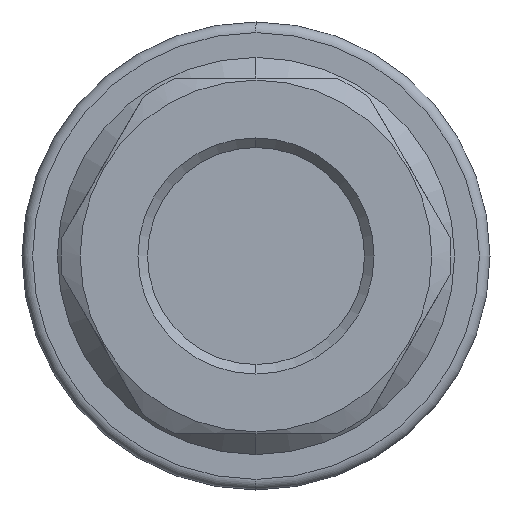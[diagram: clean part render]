
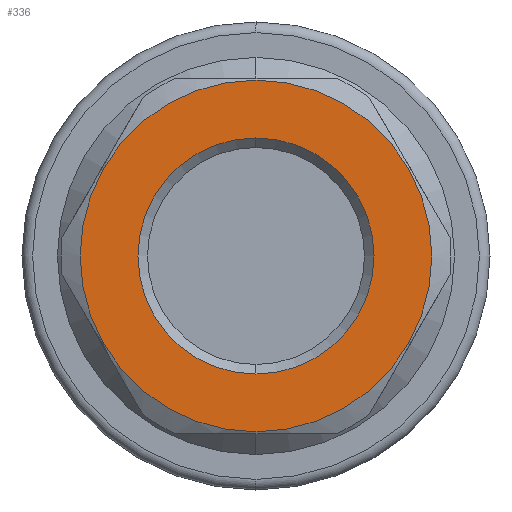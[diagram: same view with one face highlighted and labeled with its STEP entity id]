
A CAD part, left-side view. The second image highlights one B-rep face of the part: STEP entity #336.
In plain terms, the highlighted planar face has unit normal (-1, 0, 0).
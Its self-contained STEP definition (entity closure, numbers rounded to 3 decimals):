
#336 = ADVANCED_FACE ( 'NONE', ( #8317, #8318 ), #885, .T. ) ;
#774 = DIRECTION ( 'NONE',  ( -1., 0., 0. ) ) ;
#877 = DIRECTION ( 'NONE',  ( 0., 0., 1. ) ) ;
#878 = CARTESIAN_POINT ( 'NONE',  ( 0., 24.8, 0. ) ) ;
#885 = PLANE ( 'NONE',  #7491 ) ;
#1381 = EDGE_CURVE ( 'NONE', #6263, #6264, #8505, .T. ) ;
#1387 = EDGE_CURVE ( 'NONE', #6419, #6426, #8512, .T. ) ;
#1421 = EDGE_CURVE ( 'NONE', #6426, #6419, #8555, .T. ) ;
#1439 = EDGE_CURVE ( 'NONE', #6264, #6263, #8574, .T. ) ;
#2011 = EDGE_LOOP ( 'NONE', ( #4831, #4782 ) ) ;
#2012 = EDGE_LOOP ( 'NONE', ( #4853, #4832 ) ) ;
#2628 = CARTESIAN_POINT ( 'NONE',  ( 0., 0., -16.65 ) ) ;
#2635 = CARTESIAN_POINT ( 'NONE',  ( 0., 0., 16.65 ) ) ;
#3064 = CARTESIAN_POINT ( 'NONE',  ( 0., 0., 0. ) ) ;
#3065 = DIRECTION ( 'NONE',  ( 1., 0., 0. ) ) ;
#3066 = DIRECTION ( 'NONE',  ( 0., 0., -1. ) ) ;
#3081 = CARTESIAN_POINT ( 'NONE',  ( 0., 0., 0. ) ) ;
#3082 = DIRECTION ( 'NONE',  ( 1., 0., 0. ) ) ;
#3083 = DIRECTION ( 'NONE',  ( 0., 0., -1. ) ) ;
#3217 = CARTESIAN_POINT ( 'NONE',  ( 0., 0., 0. ) ) ;
#3218 = DIRECTION ( 'NONE',  ( 1., 0., 0. ) ) ;
#3219 = DIRECTION ( 'NONE',  ( 0., 0., -1. ) ) ;
#3292 = CARTESIAN_POINT ( 'NONE',  ( 0., 0., 0. ) ) ;
#3293 = DIRECTION ( 'NONE',  ( 1., 0., 0. ) ) ;
#3294 = DIRECTION ( 'NONE',  ( 0., 0., -1. ) ) ;
#4782 = ORIENTED_EDGE ( 'NONE', *, *, #1381, .F. ) ;
#4831 = ORIENTED_EDGE ( 'NONE', *, *, #1439, .F. ) ;
#4832 = ORIENTED_EDGE ( 'NONE', *, *, #1387, .T. ) ;
#4853 = ORIENTED_EDGE ( 'NONE', *, *, #1421, .T. ) ;
#6263 = VERTEX_POINT ( 'NONE', #7909 ) ;
#6264 = VERTEX_POINT ( 'NONE', #7910 ) ;
#6419 = VERTEX_POINT ( 'NONE', #2628 ) ;
#6426 = VERTEX_POINT ( 'NONE', #2635 ) ;
#6623 = AXIS2_PLACEMENT_3D ( 'NONE', #3064, #3065, #3066 ) ;
#6628 = AXIS2_PLACEMENT_3D ( 'NONE', #3081, #3082, #3083 ) ;
#6642 = AXIS2_PLACEMENT_3D ( 'NONE', #3217, #3218, #3219 ) ;
#6651 = AXIS2_PLACEMENT_3D ( 'NONE', #3292, #3293, #3294 ) ;
#7491 = AXIS2_PLACEMENT_3D ( 'NONE', #878, #774, #877 ) ;
#7909 = CARTESIAN_POINT ( 'NONE',  ( 0., 0., 24.8 ) ) ;
#7910 = CARTESIAN_POINT ( 'NONE',  ( 0., 0., -24.8 ) ) ;
#8317 = FACE_BOUND ( 'NONE', #2012, .T. ) ;
#8318 = FACE_OUTER_BOUND ( 'NONE', #2011, .T. ) ;
#8505 = CIRCLE ( 'NONE', #6623, 24.8 ) ;
#8512 = CIRCLE ( 'NONE', #6628, 16.65 ) ;
#8555 = CIRCLE ( 'NONE', #6642, 16.65 ) ;
#8574 = CIRCLE ( 'NONE', #6651, 24.8 ) ;
